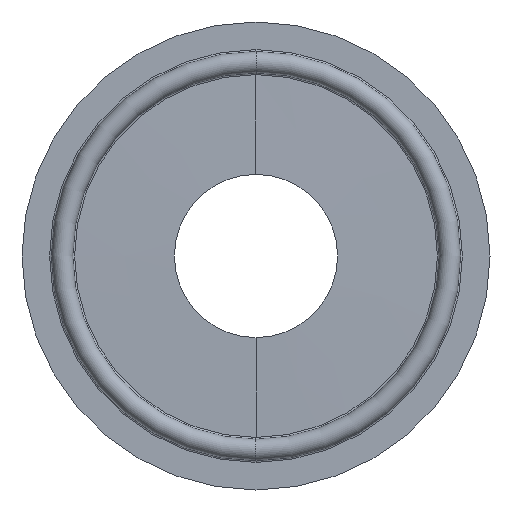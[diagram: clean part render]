
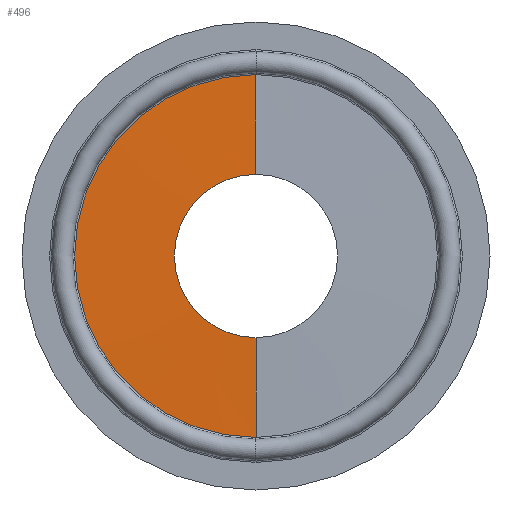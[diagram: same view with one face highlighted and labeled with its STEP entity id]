
A CAD part, left-side view. The second image highlights one B-rep face of the part: STEP entity #496.
In plain terms, the highlighted conical face has half-angle 89 degrees and reference radius 20.55 mm.
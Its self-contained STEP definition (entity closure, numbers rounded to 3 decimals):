
#1 = DIRECTION ( 'NONE',  ( 0.017, 0., 1. ) ) ;
#18 = DIRECTION ( 'NONE',  ( 1., 0., 0. ) ) ;
#31 = ORIENTED_EDGE ( 'NONE', *, *, #253, .T. ) ;
#53 = CARTESIAN_POINT ( 'NONE',  ( -0.851, 0., 0. ) ) ;
#78 = AXIS2_PLACEMENT_3D ( 'NONE', #632, #715, #286 ) ;
#89 = VERTEX_POINT ( 'NONE', #752 ) ;
#96 = AXIS2_PLACEMENT_3D ( 'NONE', #148, #492, #356 ) ;
#104 = VERTEX_POINT ( 'NONE', #885 ) ;
#147 = EDGE_LOOP ( 'NONE', ( #513, #484, #31, #801 ) ) ;
#148 = CARTESIAN_POINT ( 'NONE',  ( -1.05, 0., 0. ) ) ;
#153 = AXIS2_PLACEMENT_3D ( 'NONE', #53, #18, #219 ) ;
#155 = EDGE_CURVE ( 'NONE', #104, #241, #409, .T. ) ;
#212 = EDGE_CURVE ( 'NONE', #89, #418, #366, .T. ) ;
#219 = DIRECTION ( 'NONE',  ( 0., 0., -1. ) ) ;
#241 = VERTEX_POINT ( 'NONE', #574 ) ;
#253 = EDGE_CURVE ( 'NONE', #418, #241, #868, .T. ) ;
#262 = CARTESIAN_POINT ( 'NONE',  ( -0.851, 0., -20.55 ) ) ;
#286 = DIRECTION ( 'NONE',  ( 0., 0., -1. ) ) ;
#289 = CARTESIAN_POINT ( 'NONE',  ( -0.851, 0., 20.55 ) ) ;
#313 = VECTOR ( 'NONE', #347, 1000. ) ;
#347 = DIRECTION ( 'NONE',  ( 0.017, 0., -1. ) ) ;
#356 = DIRECTION ( 'NONE',  ( 0., 0., 1. ) ) ;
#366 = LINE ( 'NONE', #289, #686 ) ;
#409 = LINE ( 'NONE', #262, #313 ) ;
#418 = VERTEX_POINT ( 'NONE', #547 ) ;
#484 = ORIENTED_EDGE ( 'NONE', *, *, #212, .T. ) ;
#490 = CIRCLE ( 'NONE', #96, 9.15 ) ;
#492 = DIRECTION ( 'NONE',  ( -1., 0., 0. ) ) ;
#496 = ADVANCED_FACE ( 'NONE', ( #675 ), #546, .T. ) ;
#513 = ORIENTED_EDGE ( 'NONE', *, *, #664, .F. ) ;
#546 = CONICAL_SURFACE ( 'NONE', #153, 20.55, 1.553 ) ;
#547 = CARTESIAN_POINT ( 'NONE',  ( -0.855, 0., 20.347 ) ) ;
#574 = CARTESIAN_POINT ( 'NONE',  ( -0.855, 0., -20.347 ) ) ;
#632 = CARTESIAN_POINT ( 'NONE',  ( -0.855, 0., 0. ) ) ;
#664 = EDGE_CURVE ( 'NONE', #89, #104, #490, .T. ) ;
#675 = FACE_OUTER_BOUND ( 'NONE', #147, .T. ) ;
#686 = VECTOR ( 'NONE', #1, 1000. ) ;
#715 = DIRECTION ( 'NONE',  ( -1., 0., 0. ) ) ;
#752 = CARTESIAN_POINT ( 'NONE',  ( -1.05, 0., 9.15 ) ) ;
#801 = ORIENTED_EDGE ( 'NONE', *, *, #155, .F. ) ;
#868 = CIRCLE ( 'NONE', #78, 20.347 ) ;
#885 = CARTESIAN_POINT ( 'NONE',  ( -1.05, 0., -9.15 ) ) ;
